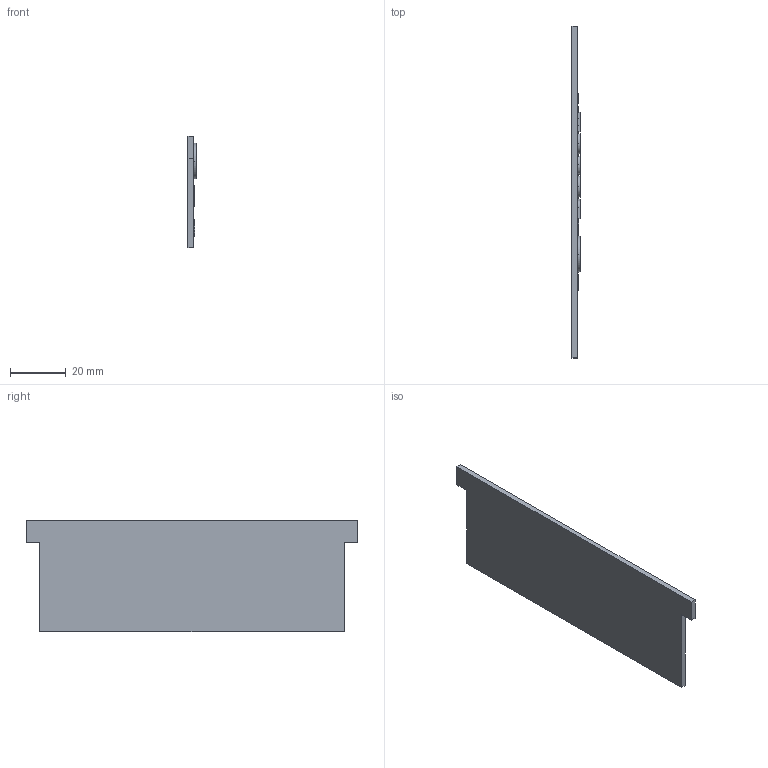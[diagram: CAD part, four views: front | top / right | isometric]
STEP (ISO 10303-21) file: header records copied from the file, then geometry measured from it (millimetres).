
FILE_DESCRIPTION(/* description */ (''),/* implementation_level */ '2;1');
FILE_NAME(/* name */ 'Bohrschrauber (GSR 18V-60 C).step',/* time_stamp */ '2021-05-16T21:50:03+02:00',/* author */ (''),/* organization */ (''),/* preprocessor_version */ 'ST-DEVELOPER v18.1',/* originating_system */ 'Autodesk Translation Framework v10.6.0.1341',/* authorisation */ '');
FILE_SCHEMA (('AUTOMOTIVE_DESIGN { 1 0 10303 214 3 1 1 }'));
Length unit declared in the file: millimetre
Products named in the file (1): L-Boxx Label
Bounding box: 2.9 x 119 x 40 mm (x, y, z)
Volume: 8832.8 mm3; surface area: 10157.4 mm2
Topology: 1 solids, 1 shells, 545 faces, 1485 edges, 990 vertices
Faces by surface type: bspline 331, plane 214
Entity records: 17585 total; most frequent: CARTESIAN_POINT 6206, ORIENTED_EDGE 2970, EDGE_CURVE 1485, DIRECTION 1252, VERTEX_POINT 990, LINE 822, VECTOR 822, EDGE_LOOP 593
